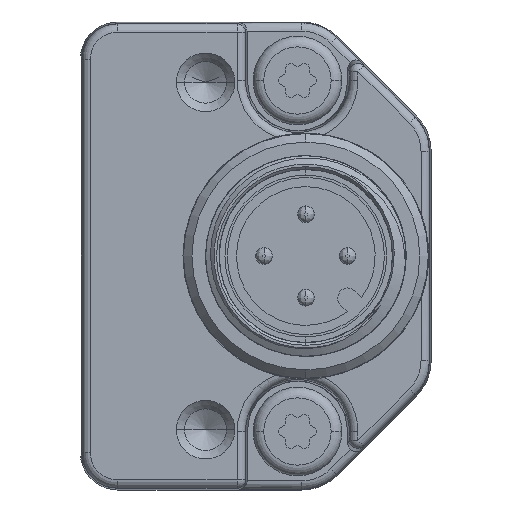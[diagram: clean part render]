
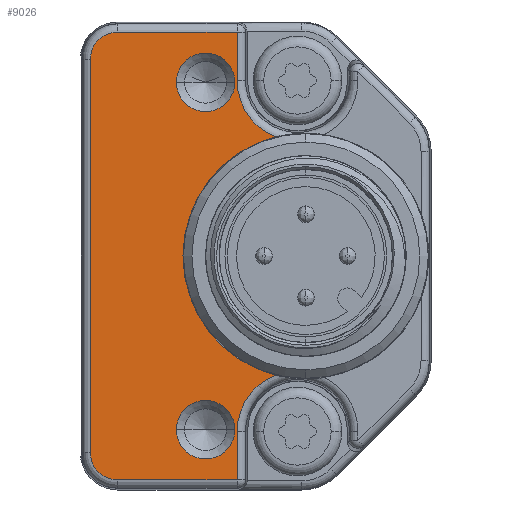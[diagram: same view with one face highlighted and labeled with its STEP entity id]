
A CAD part, left-side view. The second image highlights one B-rep face of the part: STEP entity #9026.
In plain terms, the highlighted planar face has unit normal (-1, 0, 0).
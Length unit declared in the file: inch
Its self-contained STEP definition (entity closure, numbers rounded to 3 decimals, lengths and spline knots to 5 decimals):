
#766=CARTESIAN_POINT('',(-0.49213,0.31496,
-0.41339));
#767=DIRECTION('',(1.,0.,0.));
#768=DIRECTION('',(0.,1.,0.));
#769=AXIS2_PLACEMENT_3D('',#766,#767,#768);
#771=DIRECTION('',(0.,0.,1.));
#772=VECTOR('',#771,0.11399);
#773=CARTESIAN_POINT('',(-0.49213,0.45723,
-0.52737));
#774=LINE('',#773,#772);
#775=DIRECTION('',(0.,-1.,0.));
#776=VECTOR('',#775,0.28096);
#777=CARTESIAN_POINT('',(-0.49213,0.73819,
-0.52737));
#778=LINE('',#777,#776);
#779=CARTESIAN_POINT('',(-0.49213,0.73819,
-0.4626));
#780=DIRECTION('',(-1.,0.,0.));
#781=DIRECTION('',(0.,1.,0.));
#782=AXIS2_PLACEMENT_3D('',#779,#780,#781);
#784=DIRECTION('',(0.,0.,-1.));
#785=VECTOR('',#784,0.9252);
#786=CARTESIAN_POINT('',(-0.49213,0.80296,
0.4626));
#787=LINE('',#786,#785);
#788=CARTESIAN_POINT('',(-0.49213,0.73819,
0.4626));
#789=DIRECTION('',(-1.,0.,0.));
#790=DIRECTION('',(0.,0.,1.));
#791=AXIS2_PLACEMENT_3D('',#788,#789,#790);
#793=DIRECTION('',(0.,1.,0.));
#794=VECTOR('',#793,0.28096);
#795=CARTESIAN_POINT('',(-0.49213,0.45723,
0.52737));
#796=LINE('',#795,#794);
#797=DIRECTION('',(0.,0.,1.));
#798=VECTOR('',#797,0.11399);
#799=CARTESIAN_POINT('',(-0.49213,0.45723,
0.41339));
#800=LINE('',#799,#798);
#801=CARTESIAN_POINT('',(-0.49213,0.31496,
0.41339));
#802=DIRECTION('',(1.,0.,0.));
#803=DIRECTION('',(0.,0.359,-0.933));
#804=AXIS2_PLACEMENT_3D('',#801,#802,#803);
#806=CARTESIAN_POINT('',(-0.49213,0.29528,0.));
#807=DIRECTION('',(-1.,0.,0.));
#808=DIRECTION('',(0.,0.244,0.97));
#809=AXIS2_PLACEMENT_3D('',#806,#807,#808);
#811=CARTESIAN_POINT('',(-0.49213,0.5315,
-0.40915));
#812=DIRECTION('',(1.,0.,0.));
#813=DIRECTION('',(0.,1.,0.));
#814=AXIS2_PLACEMENT_3D('',#811,#812,#813);
#816=CARTESIAN_POINT('',(-0.49213,0.5315,
-0.40915));
#817=DIRECTION('',(1.,0.,0.));
#818=DIRECTION('',(0.,-1.,0.));
#819=AXIS2_PLACEMENT_3D('',#816,#817,#818);
#821=CARTESIAN_POINT('',(-0.49213,0.5315,
0.40915));
#822=DIRECTION('',(1.,0.,0.));
#823=DIRECTION('',(0.,1.,0.));
#824=AXIS2_PLACEMENT_3D('',#821,#822,#823);
#826=CARTESIAN_POINT('',(-0.49213,0.5315,
0.40915));
#827=DIRECTION('',(1.,0.,0.));
#828=DIRECTION('',(0.,-1.,0.));
#829=AXIS2_PLACEMENT_3D('',#826,#827,#828);
#7125=CARTESIAN_POINT('',(-0.49213,0.80296,
-0.4626));
#7126=CARTESIAN_POINT('',(-0.49213,0.73819,
-0.52737));
#7127=VERTEX_POINT('',#7125);
#7128=VERTEX_POINT('',#7126);
#7133=CARTESIAN_POINT('',(-0.49213,0.80296,
0.4626));
#7134=VERTEX_POINT('',#7133);
#7137=CARTESIAN_POINT('',(-0.49213,0.73819,
0.52737));
#7138=VERTEX_POINT('',#7137);
#7161=CARTESIAN_POINT('',(-0.49213,0.60039,
-0.40915));
#7162=CARTESIAN_POINT('',(-0.49213,0.4626,
-0.40915));
#7163=VERTEX_POINT('',#7161);
#7164=VERTEX_POINT('',#7162);
#7169=CARTESIAN_POINT('',(-0.49213,0.60039,
0.40915));
#7170=CARTESIAN_POINT('',(-0.49213,0.4626,
0.40915));
#7171=VERTEX_POINT('',#7169);
#7172=VERTEX_POINT('',#7170);
#7205=CARTESIAN_POINT('',(-0.49213,0.45723,
-0.41339));
#7206=CARTESIAN_POINT('',(-0.49213,0.366,
-0.28059));
#7207=VERTEX_POINT('',#7205);
#7208=VERTEX_POINT('',#7206);
#7209=CARTESIAN_POINT('',(-0.49213,0.45723,
-0.52737));
#7210=VERTEX_POINT('',#7209);
#7233=CARTESIAN_POINT('',(-0.49213,0.366,
0.28059));
#7234=CARTESIAN_POINT('',(-0.49213,0.45723,
0.41339));
#7235=VERTEX_POINT('',#7233);
#7236=VERTEX_POINT('',#7234);
#7237=CARTESIAN_POINT('',(-0.49213,0.45723,
0.52737));
#7238=VERTEX_POINT('',#7237);
#8989=CARTESIAN_POINT('',(-0.49213,0.,0.));
#8990=DIRECTION('',(-1.,0.,0.));
#8991=DIRECTION('',(0.,0.,1.));
#8992=AXIS2_PLACEMENT_3D('',#8989,#8990,#8991);
#8993=PLANE('',#8992);
#8995=ORIENTED_EDGE('',*,*,#8994,.F.);
#8996=ORIENTED_EDGE('',*,*,#8979,.F.);
#8997=ORIENTED_EDGE('',*,*,#8956,.F.);
#8999=ORIENTED_EDGE('',*,*,#8998,.F.);
#9001=ORIENTED_EDGE('',*,*,#9000,.F.);
#9003=ORIENTED_EDGE('',*,*,#9002,.F.);
#9005=ORIENTED_EDGE('',*,*,#9004,.F.);
#9007=ORIENTED_EDGE('',*,*,#9006,.F.);
#9009=ORIENTED_EDGE('',*,*,#9008,.F.);
#9011=ORIENTED_EDGE('',*,*,#9010,.T.);
#9012=EDGE_LOOP('',(#8995,#8996,#8997,#8999,#9001,#9003,#9005,#9007,#9009,
#9011));
#9013=FACE_OUTER_BOUND('',#9012,.F.);
#9015=ORIENTED_EDGE('',*,*,#9014,.F.);
#9017=ORIENTED_EDGE('',*,*,#9016,.F.);
#9018=EDGE_LOOP('',(#9015,#9017));
#9019=FACE_BOUND('',#9018,.F.);
#9021=ORIENTED_EDGE('',*,*,#9020,.F.);
#9023=ORIENTED_EDGE('',*,*,#9022,.F.);
#9024=EDGE_LOOP('',(#9021,#9023));
#9025=FACE_BOUND('',#9024,.F.);
#9026=ADVANCED_FACE('',(#9013,#9019,#9025),#8993,.T.);
#770=CIRCLE('',#769,0.14227);
#783=CIRCLE('',#782,0.06477);
#792=CIRCLE('',#791,0.06477);
#805=CIRCLE('',#804,0.14227);
#810=CIRCLE('',#809,0.28937);
#815=CIRCLE('',#814,0.0689);
#820=CIRCLE('',#819,0.0689);
#825=CIRCLE('',#824,0.0689);
#830=CIRCLE('',#829,0.0689);
#8956=EDGE_CURVE('',#7128,#7210,#778,.T.);
#8979=EDGE_CURVE('',#7210,#7207,#774,.T.);
#8994=EDGE_CURVE('',#7207,#7208,#770,.T.);
#8998=EDGE_CURVE('',#7127,#7128,#783,.T.);
#9000=EDGE_CURVE('',#7134,#7127,#787,.T.);
#9002=EDGE_CURVE('',#7138,#7134,#792,.T.);
#9004=EDGE_CURVE('',#7238,#7138,#796,.T.);
#9006=EDGE_CURVE('',#7236,#7238,#800,.T.);
#9008=EDGE_CURVE('',#7235,#7236,#805,.T.);
#9010=EDGE_CURVE('',#7235,#7208,#810,.T.);
#9014=EDGE_CURVE('',#7163,#7164,#815,.T.);
#9016=EDGE_CURVE('',#7164,#7163,#820,.T.);
#9020=EDGE_CURVE('',#7171,#7172,#825,.T.);
#9022=EDGE_CURVE('',#7172,#7171,#830,.T.);
